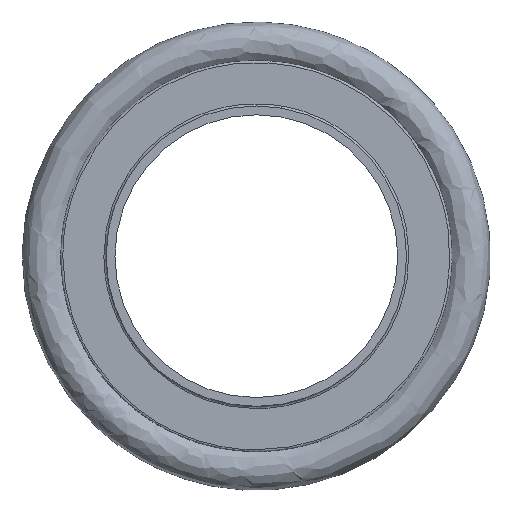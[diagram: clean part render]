
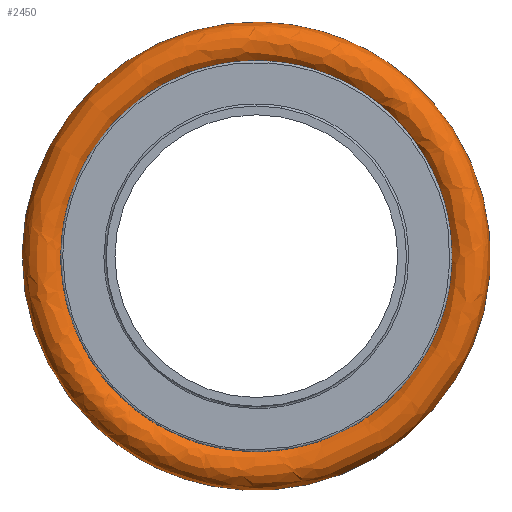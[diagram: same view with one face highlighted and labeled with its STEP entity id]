
A CAD part, left-side view. The second image highlights one B-rep face of the part: STEP entity #2450.
In plain terms, the highlighted free-form (B-spline) face has degree [3, 3] with [7, 7] control points.
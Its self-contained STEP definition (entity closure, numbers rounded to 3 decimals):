
#4 = CARTESIAN_POINT ( 'NONE',  ( 5., 43., 21.5 ) ) ;
#161 = CARTESIAN_POINT ( 'NONE',  ( 5., 0., -26.5 ) ) ;
#172 = CARTESIAN_POINT ( 'NONE',  ( -5., 0., 26.5 ) ) ;
#182 = CARTESIAN_POINT ( 'NONE',  ( 5., 53., -26.5 ) ) ;
#188 = CARTESIAN_POINT ( 'NONE',  ( -5., 0., -21.5 ) ) ;
#197 = CARTESIAN_POINT ( 'NONE',  ( 5., -43., 21.5 ) ) ;
#269 = CARTESIAN_POINT ( 'NONE',  ( 0., 0., -26.5 ) ) ;
#356 = CARTESIAN_POINT ( 'NONE',  ( -5., -43., 21.5 ) ) ;
#375 = CARTESIAN_POINT ( 'NONE',  ( 5., -53., 26.5 ) ) ;
#384 = CARTESIAN_POINT ( 'NONE',  ( 5., 0., -21.5 ) ) ;
#393 = CARTESIAN_POINT ( 'NONE',  ( -5., 43., 21.5 ) ) ;
#548 = CARTESIAN_POINT ( 'NONE',  ( 5., -43., -21.5 ) ) ;
#559 = CARTESIAN_POINT ( 'NONE',  ( 0., 53., -26.5 ) ) ;
#571 = CARTESIAN_POINT ( 'NONE',  ( 5., -53., -26.5 ) ) ;
#767 = CARTESIAN_POINT ( 'NONE',  ( -5., -53., 26.5 ) ) ;
#937 = CARTESIAN_POINT ( 'NONE',  ( -5., 0., -26.5 ) ) ;
#946 = CARTESIAN_POINT ( 'NONE',  ( 5., 0., 26.5 ) ) ;
#952 = CARTESIAN_POINT ( 'NONE',  ( 0., 53., -26.5 ) ) ;
#975 = CARTESIAN_POINT ( 'NONE',  ( -5., 53., -26.5 ) ) ;
#1141 = CARTESIAN_POINT ( 'NONE',  ( 0., -53., 26.5 ) ) ;
#1158 = CARTESIAN_POINT ( 'NONE',  ( 0., 0., -21.5 ) ) ;
#1177 = CARTESIAN_POINT ( 'NONE',  ( 0., -43., -21.5 ) ) ;
#1333 = CARTESIAN_POINT ( 'NONE',  ( 0., -43., 21.5 ) ) ;
#1341 = CARTESIAN_POINT ( 'NONE',  ( 0., 0., -26.5 ) ) ;
#1351 = CARTESIAN_POINT ( 'NONE',  ( 0., 0., -21.5 ) ) ;
#1360 = CARTESIAN_POINT ( 'NONE',  ( 0., -53., -26.5 ) ) ;
#1368 = CARTESIAN_POINT ( 'NONE',  ( 5., 0., 21.5 ) ) ;
#1443 = CARTESIAN_POINT ( 'NONE',  ( 0., 0., 26.5 ) ) ;
#1534 = CARTESIAN_POINT ( 'NONE',  ( -5., 0., -26.5 ) ) ;
#1552 = CARTESIAN_POINT ( 'NONE',  ( 0., 53., 26.5 ) ) ;
#1561 = CARTESIAN_POINT ( 'NONE',  ( -5., 0., 21.5 ) ) ;
#1727 = CARTESIAN_POINT ( 'NONE',  ( 0., 0., 26.5 ) ) ;
#1748 = CARTESIAN_POINT ( 'NONE',  ( -5., -43., -21.5 ) ) ;
#1821 = CARTESIAN_POINT ( 'NONE',  ( 0., -53., -26.5 ) ) ;
#1916 = CARTESIAN_POINT ( 'NONE',  ( -5., 0., -21.5 ) ) ;
#1954 = CARTESIAN_POINT ( 'NONE',  ( 0., 53., 26.5 ) ) ;
#2016 = CARTESIAN_POINT ( 'NONE',  ( 0., -53., 26.5 ) ) ;
#2019 = CARTESIAN_POINT ( 'NONE',  ( 0., 0., -26.5 ) ) ;
#2118 = CARTESIAN_POINT ( 'NONE',  ( 5., 0., -21.5 ) ) ;
#2126 = CARTESIAN_POINT ( 'NONE',  ( 5., 53., 26.5 ) ) ;
#2135 = CARTESIAN_POINT ( 'NONE',  ( -5., -53., -26.5 ) ) ;
#2145 = CARTESIAN_POINT ( 'NONE',  ( 5., 0., -26.5 ) ) ;
#2152 = CARTESIAN_POINT ( 'NONE',  ( 0., 0., -26.5 ) ) ;
#2318 = CARTESIAN_POINT ( 'NONE',  ( -5., 43., -21.5 ) ) ;
#2319 =( BOUNDED_SURFACE ( )  B_SPLINE_SURFACE ( 3, 3, ( 
 ( #1341, #559, #1954, #1727, #1141, #1360, #2152 ),
 ( #937, #975, #2516, #172, #767, #2135, #1534 ),
 ( #188, #2318, #393, #1561, #356, #1748, #1916 ),
 ( #1158, #2336, #2357, #2533, #1333, #1177, #1351 ),
 ( #384, #2347, #4, #1368, #197, #548, #2118 ),
 ( #161, #182, #2126, #946, #375, #571, #2145 ),
 ( #2019, #952, #1552, #1443, #2016, #1821, #269 ) ),
 .UNSPECIFIED., .T., .T., .T. ) 
 B_SPLINE_SURFACE_WITH_KNOTS ( ( 4, 3, 4 ),
 ( 4, 3, 4 ),
 ( 0., 0.5, 1. ),
 ( 0., 0.5, 1. ),
 .UNSPECIFIED. ) 
 GEOMETRIC_REPRESENTATION_ITEM ( )  RATIONAL_B_SPLINE_SURFACE ( (
 ( 1., 0.333, 0.333, 1., 0.333, 0.333, 1.),
 ( 0.333, 0.111, 0.111, 0.333, 0.111, 0.111, 0.333),
 ( 0.333, 0.111, 0.111, 0.333, 0.111, 0.111, 0.333),
 ( 1., 0.333, 0.333, 1., 0.333, 0.333, 1.),
 ( 0.333, 0.111, 0.111, 0.333, 0.111, 0.111, 0.333),
 ( 0.333, 0.111, 0.111, 0.333, 0.111, 0.111, 0.333),
 ( 1., 0.333, 0.333, 1., 0.333, 0.333, 1.) ) ) 
 REPRESENTATION_ITEM ( '' )  SURFACE ( )  );
#2336 = CARTESIAN_POINT ( 'NONE',  ( 0., 43., -21.5 ) ) ;
#2347 = CARTESIAN_POINT ( 'NONE',  ( 5., 43., -21.5 ) ) ;
#2357 = CARTESIAN_POINT ( 'NONE',  ( 0., 43., 21.5 ) ) ;
#2450 = ADVANCED_FACE ( 'NONE', ( ), #2319, .T. ) ;
#2516 = CARTESIAN_POINT ( 'NONE',  ( -5., 53., 26.5 ) ) ;
#2533 = CARTESIAN_POINT ( 'NONE',  ( 0., 0., 21.5 ) ) ;
